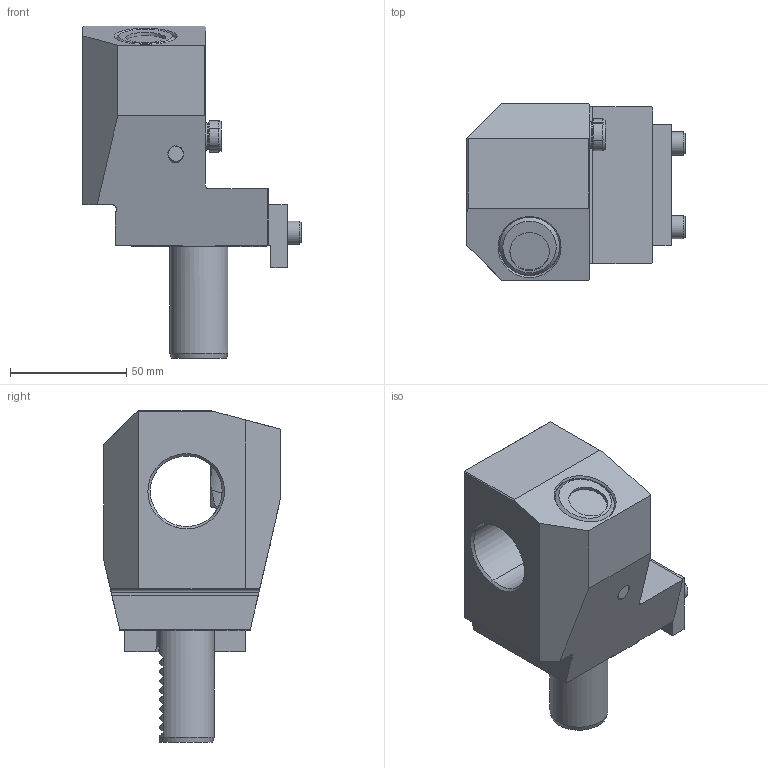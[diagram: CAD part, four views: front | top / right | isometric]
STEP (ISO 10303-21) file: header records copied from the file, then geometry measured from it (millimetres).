
FILE_DESCRIPTION(/* description */ (''),/* implementation_level */ '2;1');
FILE_NAME(/* name */ 'W1230003_stp.stp',/* time_stamp */ '2013-07-12T07:41:27+02:00',/* author */ (''),/* organization */ (''),/* preprocessor_version */ 'ST-DEVELOPER v11',/* originating_system */ 'SIEMENS PLM Software NX 7.5',/* authorisation */ '');
FILE_SCHEMA (('AUTOMOTIVE_DESIGN { 1 0 10303 214 1 1 1 1 }'));
Length unit declared in the file: millimetre
Products named in the file (1): jandF65Bt4ls
Bounding box: 94 x 76 x 143 mm (x, y, z)
Volume: 351099.3 mm3; surface area: 44475.6 mm2
Topology: 1 solids, 1 shells, 467 faces, 1249 edges, 816 vertices
Faces by surface type: plane 258, extrusion 137, cylinder 49, cone 21, torus 2
Full cylindrical faces by diameter (mm): 10 x3, 11.4 x1, 17 x1, 25 x1, 26 x1
Entity records: 14955 total; most frequent: CARTESIAN_POINT 3920, ORIENTED_EDGE 2444, DIRECTION 1852, EDGE_CURVE 1222, VECTOR 904, VERTEX_POINT 812, LINE 767, EDGE_LOOP 508
